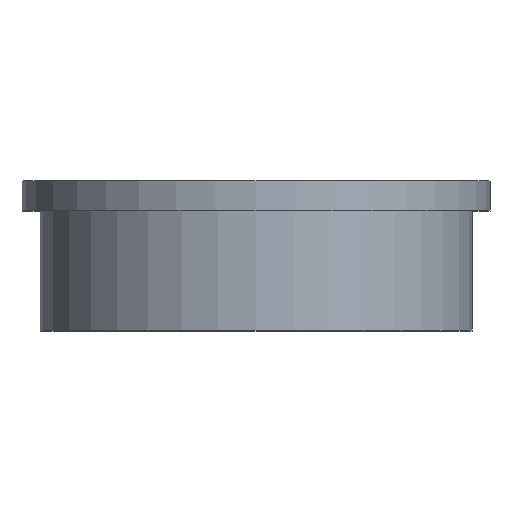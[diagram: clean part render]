
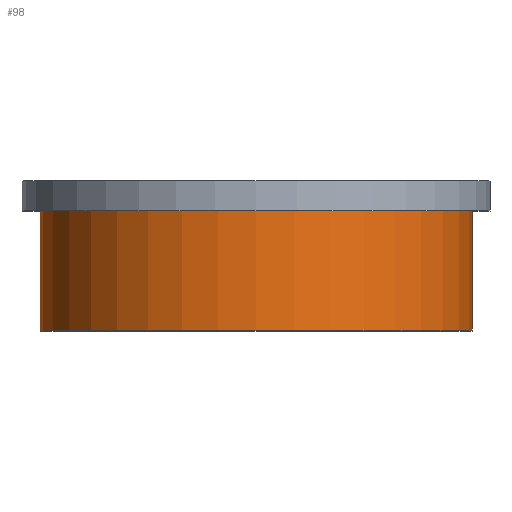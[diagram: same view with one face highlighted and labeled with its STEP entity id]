
A CAD part, top view. The second image highlights one B-rep face of the part: STEP entity #98.
In plain terms, the highlighted cylindrical face has radius 72 mm (diameter 144 mm), a full revolution.
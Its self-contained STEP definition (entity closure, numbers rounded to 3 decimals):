
#5 = CYLINDRICAL_SURFACE ( 'NONE', #145, 72. ) ;
#10 = CARTESIAN_POINT ( 'NONE',  ( 0., 0., -72. ) ) ;
#12 = VERTEX_POINT ( 'NONE', #165 ) ;
#17 = DIRECTION ( 'NONE',  ( 0., 0., -1. ) ) ;
#36 = CARTESIAN_POINT ( 'NONE',  ( 0., 0., 0. ) ) ;
#39 = EDGE_CURVE ( 'NONE', #12, #12, #69, .T. ) ;
#55 = ORIENTED_EDGE ( 'NONE', *, *, #39, .T. ) ;
#66 = EDGE_LOOP ( 'NONE', ( #55 ) ) ;
#69 = CIRCLE ( 'NONE', #174, 72. ) ;
#74 = FACE_OUTER_BOUND ( 'NONE', #154, .T. ) ;
#91 = DIRECTION ( 'NONE',  ( 0., -1., 0. ) ) ;
#92 = DIRECTION ( 'NONE',  ( 0., 0., -1. ) ) ;
#98 = ADVANCED_FACE ( 'NONE', ( #74, #118 ), #5, .T. ) ;
#109 = DIRECTION ( 'NONE',  ( 0., -1., 0. ) ) ;
#117 = CARTESIAN_POINT ( 'NONE',  ( 0., 0., 0. ) ) ;
#118 = FACE_OUTER_BOUND ( 'NONE', #66, .T. ) ;
#121 = CIRCLE ( 'NONE', #136, 72. ) ;
#127 = CARTESIAN_POINT ( 'NONE',  ( 0., 40., 0. ) ) ;
#136 = AXIS2_PLACEMENT_3D ( 'NONE', #36, #91, #92 ) ;
#138 = EDGE_CURVE ( 'NONE', #151, #151, #121, .T. ) ;
#145 = AXIS2_PLACEMENT_3D ( 'NONE', #117, #147, #160 ) ;
#147 = DIRECTION ( 'NONE',  ( 0., -1., 0. ) ) ;
#151 = VERTEX_POINT ( 'NONE', #10 ) ;
#154 = EDGE_LOOP ( 'NONE', ( #179 ) ) ;
#160 = DIRECTION ( 'NONE',  ( 0., 0., -1. ) ) ;
#165 = CARTESIAN_POINT ( 'NONE',  ( 0., 40., -72. ) ) ;
#174 = AXIS2_PLACEMENT_3D ( 'NONE', #127, #109, #17 ) ;
#179 = ORIENTED_EDGE ( 'NONE', *, *, #138, .F. ) ;
